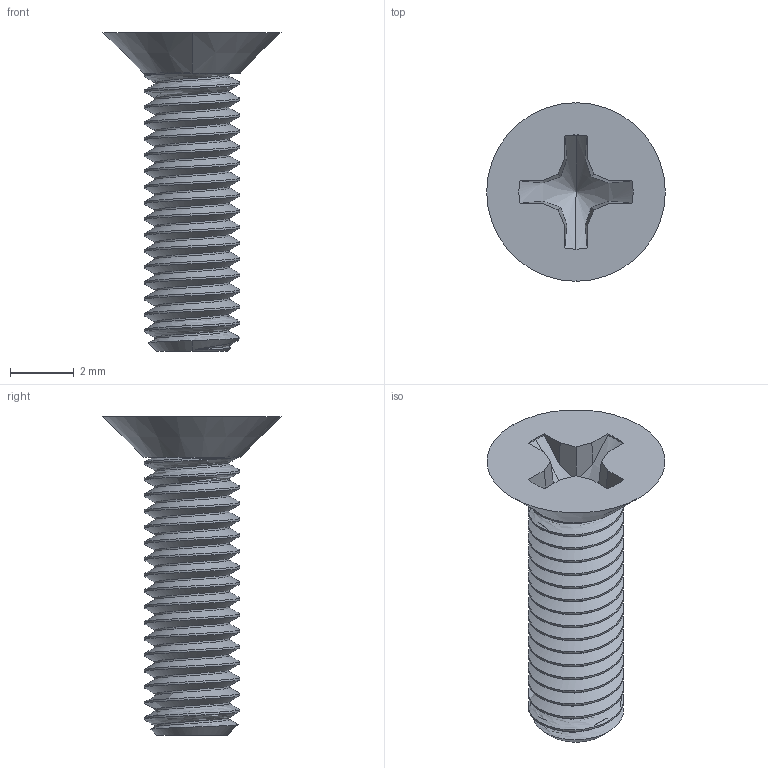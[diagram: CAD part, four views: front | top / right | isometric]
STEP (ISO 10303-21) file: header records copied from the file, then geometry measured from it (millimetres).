
FILE_DESCRIPTION (( 'STEP AP203' ), '1' );
FILE_NAME ('91801A156_316 Stainless Steel Phillips Flat Head Screw.STEP', '2022-09-01T20:12:14', ( 'Administrator' ), ( 'Managed by Terraform' ), 'SwSTEP 2.0', 'SolidWorks 2017', '' );
FILE_SCHEMA (( 'CONFIG_CONTROL_DESIGN' ));
Length unit declared in the file: millimetre
Products named in the file (1): 91801A156_316 Stainless Steel Phillips Flat Head Screw
Bounding box: 5.6 x 5.6 x 10 mm (x, y, z)
Volume: 63.9 mm3; surface area: 196.9 mm2
Topology: 1 solids, 1 shells, 70 faces, 203 edges, 134 vertices
Faces by surface type: cylinder 41, plane 19, cone 6, bspline 4
Entity records: 5089 total; most frequent: CARTESIAN_POINT 3468, ORIENTED_EDGE 402, DIRECTION 246, EDGE_CURVE 201, VERTEX_POINT 134, AXIS2_PLACEMENT_3D 88, EDGE_LOOP 71, FACE_OUTER_BOUND 70
